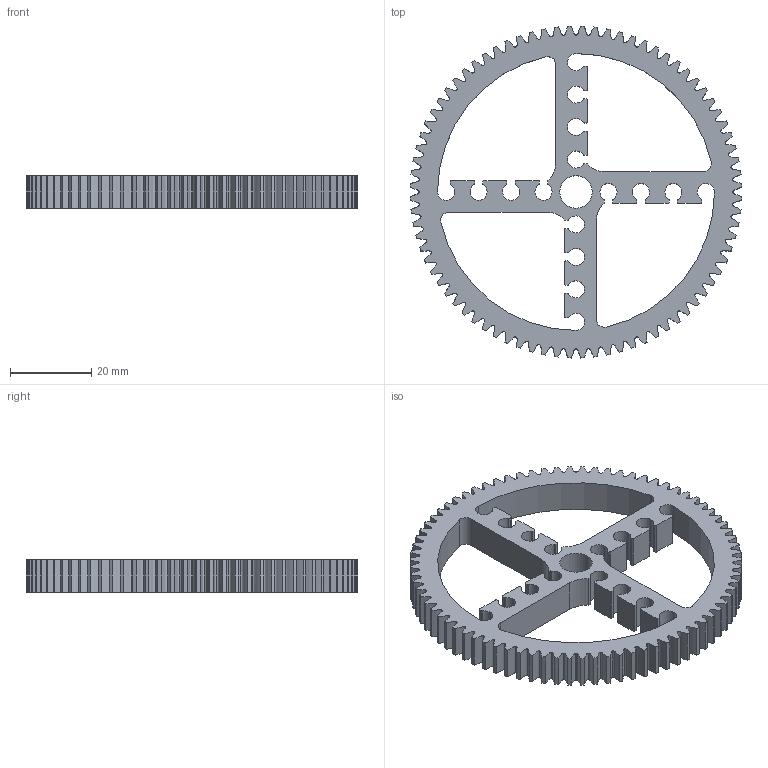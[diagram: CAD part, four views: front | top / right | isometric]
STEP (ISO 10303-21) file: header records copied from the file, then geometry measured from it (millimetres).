
FILE_DESCRIPTION (( 'STEP AP203' ), '1' );
FILE_NAME ('圆柱齿轮80×1-0.1-v1.1.STEP', '2013-12-26T07:09:48', ( '' ), ( '' ), 'SwSTEP 2.0', 'SolidWorks 2012', '' );
FILE_SCHEMA (( 'CONFIG_CONTROL_DESIGN' ));
Length unit declared in the file: millimetre
Products named in the file (1): 圆柱齿轮80×1-0.1-v1.1
Bounding box: 81.76 x 81.76 x 8 mm (x, y, z)
Volume: 16484 mm3; surface area: 12815.8 mm2
Topology: 1 solids, 1 shells, 470 faces, 1404 edges, 936 vertices
Faces by surface type: cylinder 264, bspline 160, plane 46
Entity records: 20893 total; most frequent: CARTESIAN_POINT 8731, ORIENTED_EDGE 2808, DIRECTION 2234, EDGE_CURVE 1404, VERTEX_POINT 936, AXIS2_PLACEMENT_3D 839, VECTOR 556, LINE 556
